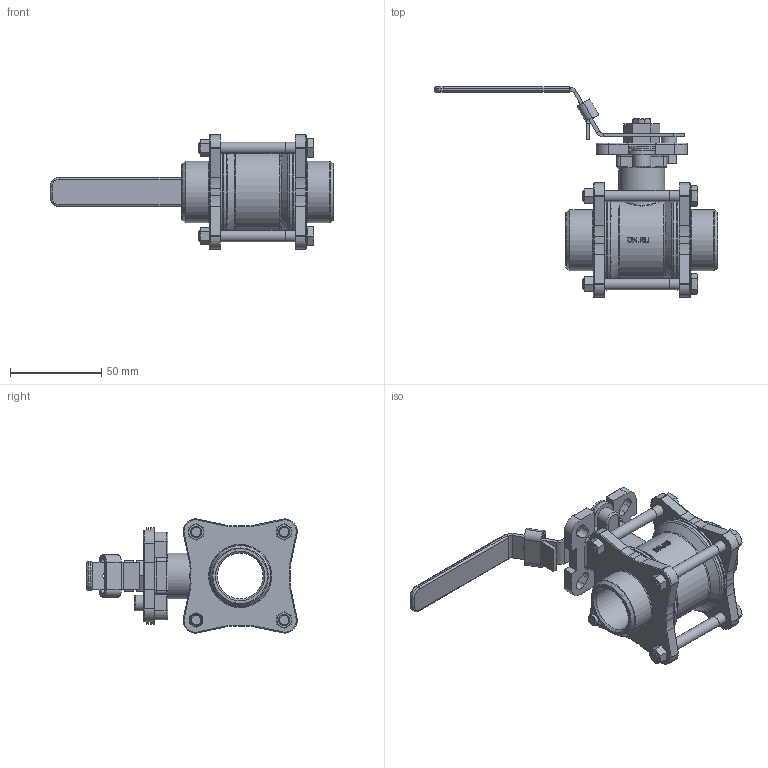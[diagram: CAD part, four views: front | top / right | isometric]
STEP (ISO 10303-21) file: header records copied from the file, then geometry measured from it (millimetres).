
FILE_DESCRIPTION(/* description */ (''),/* implementation_level */ '2;1');
FILE_NAME(/* name */ 'DN25_3D_STEP.stp',/* time_stamp */ '2023-12-15T00:41:34+03:00',/* author */ ('igorr'),/* organization */ (''),/* preprocessor_version */ 'ST-DEVELOPER v19.2',/* originating_system */ 'Autodesk Inventor 2023',/* authorisation */ '');
FILE_SCHEMA (('AUTOMOTIVE_DESIGN { 1 0 10303 214 3 1 1 }'));
Length unit declared in the file: millimetre
Products named in the file (8): Сборка; Деталь1; Деталь6; AS 1110 - M6 x 12; AS 1420 - 1973 - M5 x 10; ANSI B18.2.4.2M - M4x0,7; ANSI B18.2.4.2M - M5x0,8; BS 4183 - M10
Assembly tree (14 placements, depth 2):
  Сборка
    Деталь1
    Деталь6
    AS 1110 - M6 x 12  x4
    AS 1420 - 1973 - M5 x 10
    ANSI B18.2.4.2M - M5x0,8  x4
    ANSI B18.2.4.2M - M4x0,7
    BS 4183 - M10  x2
Bounding box: 155 x 115.26 x 62.53 mm (x, y, z)
Volume: 142426.7 mm3; surface area: 55378.3 mm2
Topology: 15 solids, 15 shells, 828 faces, 1953 edges, 1191 vertices
Faces by surface type: plane 370, cylinder 206, cone 118, bspline 74, torus 60
Full cylindrical faces by diameter (mm): 3.242 x1, 4.05 x1, 4.134 x4, 4.31 x1, 5 x2, 6 x4, 6.111 x12, 8 x1, 8.376 x2, 8.5 x1, 10 x4, 11.457 x1, 11.964 x1, 17 x1, 25 x2, 33.5 x2, 45 x2, 54.25 x2, 54.558 x2
Entity records: 21867 total; most frequent: CARTESIAN_POINT 5301, DIRECTION 3301, ORIENTED_EDGE 3262, EDGE_CURVE 1631, AXIS2_PLACEMENT_3D 1238, VERTEX_POINT 997, LINE 825, VECTOR 825
